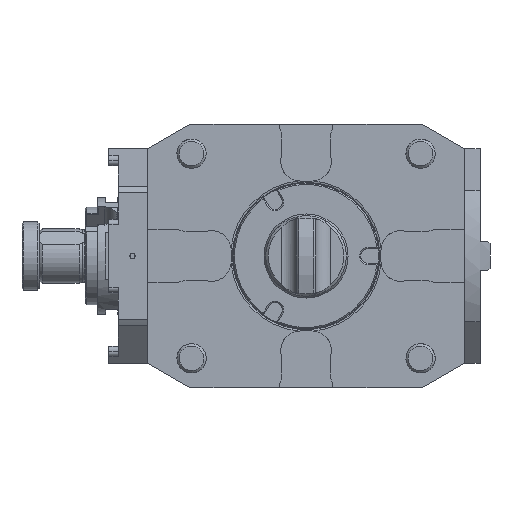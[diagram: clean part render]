
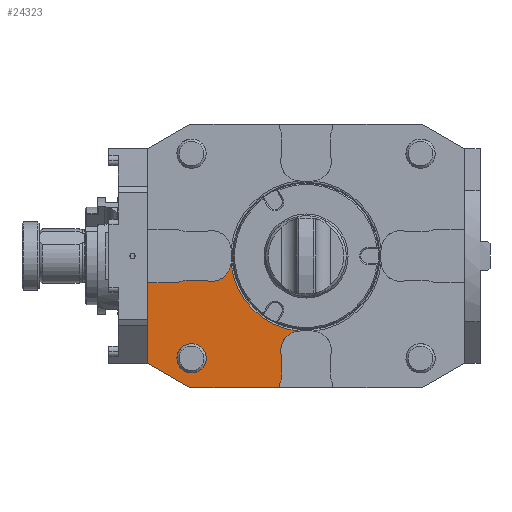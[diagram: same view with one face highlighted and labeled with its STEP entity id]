
A CAD part, front view. The second image highlights one B-rep face of the part: STEP entity #24323.
In plain terms, the highlighted planar face has unit normal (0, -1, 0).
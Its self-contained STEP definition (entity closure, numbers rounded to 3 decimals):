
#200 = DIRECTION ( 'NONE',  ( 0., 0., 1. ) ) ;
#737 = ORIENTED_EDGE ( 'NONE', *, *, #40182, .T. ) ;
#1032 = VECTOR ( 'NONE', #22338, 1000. ) ;
#1306 = DIRECTION ( 'NONE',  ( 0., 1., 0. ) ) ;
#1320 = CIRCLE ( 'NONE', #12533, 8. ) ;
#1523 = CARTESIAN_POINT ( 'NONE',  ( 0., 43., 0. ) ) ;
#1606 = VERTEX_POINT ( 'NONE', #7510 ) ;
#1806 = CIRCLE ( 'NONE', #20654, 8. ) ;
#2484 = DIRECTION ( 'NONE',  ( 0.866, 0., -0.5 ) ) ;
#2784 = ORIENTED_EDGE ( 'NONE', *, *, #30691, .T. ) ;
#3761 = CARTESIAN_POINT ( 'NONE',  ( -54., 43., -11. ) ) ;
#4293 = EDGE_CURVE ( 'NONE', #26916, #37026, #14437, .T. ) ;
#4311 = VERTEX_POINT ( 'NONE', #40638 ) ;
#5443 = EDGE_CURVE ( 'NONE', #32855, #33703, #14533, .T. ) ;
#5523 = AXIS2_PLACEMENT_3D ( 'NONE', #22212, #25676, #32253 ) ;
#6639 = CARTESIAN_POINT ( 'NONE',  ( -54., 43., -3. ) ) ;
#6765 = DIRECTION ( 'NONE',  ( 0., 1., 0. ) ) ;
#7368 = CARTESIAN_POINT ( 'NONE',  ( -54., 43., -11. ) ) ;
#7389 = EDGE_CURVE ( 'NONE', #12314, #40261, #1806, .T. ) ;
#7510 = CARTESIAN_POINT ( 'NONE',  ( -47., 43., -36. ) ) ;
#8252 = VERTEX_POINT ( 'NONE', #9531 ) ;
#8278 = VECTOR ( 'NONE', #2484, 1000. ) ;
#8302 = DIRECTION ( 'NONE',  ( 0., 0., 1. ) ) ;
#8931 = CARTESIAN_POINT ( 'NONE',  ( -30.787, 43., -3.166 ) ) ;
#9486 = CARTESIAN_POINT ( 'NONE',  ( -10., 43., -41.248 ) ) ;
#9531 = CARTESIAN_POINT ( 'NONE',  ( -47.679, 43., -54. ) ) ;
#10796 = EDGE_CURVE ( 'NONE', #21903, #4311, #27492, .T. ) ;
#10969 = EDGE_CURVE ( 'NONE', #40212, #40261, #32379, .T. ) ;
#11264 = DIRECTION ( 'NONE',  ( 0., -1., 0. ) ) ;
#11991 = ORIENTED_EDGE ( 'NONE', *, *, #29253, .T. ) ;
#12314 = VERTEX_POINT ( 'NONE', #36609 ) ;
#12533 = AXIS2_PLACEMENT_3D ( 'NONE', #27825, #11264, #34594 ) ;
#13656 = ORIENTED_EDGE ( 'NONE', *, *, #16705, .T. ) ;
#14437 = LINE ( 'NONE', #27067, #22301 ) ;
#14533 = CIRCLE ( 'NONE', #34739, 30.949 ) ;
#14679 = EDGE_CURVE ( 'NONE', #26677, #33703, #1320, .T. ) ;
#15253 = FACE_BOUND ( 'NONE', #33335, .T. ) ;
#15687 = PLANE ( 'NONE',  #5523 ) ;
#15848 = CARTESIAN_POINT ( 'NONE',  ( -65., 43., -44. ) ) ;
#16705 = EDGE_CURVE ( 'NONE', #26677, #4311, #36004, .T. ) ;
#18037 = CARTESIAN_POINT ( 'NONE',  ( -65., 43., -54. ) ) ;
#18501 = AXIS2_PLACEMENT_3D ( 'NONE', #6639, #36989, #30669 ) ;
#19519 = AXIS2_PLACEMENT_3D ( 'NONE', #39422, #29382, #32650 ) ;
#19799 = ORIENTED_EDGE ( 'NONE', *, *, #4293, .T. ) ;
#20298 = EDGE_CURVE ( 'NONE', #40212, #32855, #23144, .T. ) ;
#20348 = DIRECTION ( 'NONE',  ( 0., 0., -1. ) ) ;
#20500 = LINE ( 'NONE', #7368, #28745 ) ;
#20654 = AXIS2_PLACEMENT_3D ( 'NONE', #42805, #6765, #200 ) ;
#21058 = CARTESIAN_POINT ( 'NONE',  ( -3.166, 43., -30.787 ) ) ;
#21283 = DIRECTION ( 'NONE',  ( 1., 0., 0. ) ) ;
#21598 = ORIENTED_EDGE ( 'NONE', *, *, #27587, .T. ) ;
#21903 = VERTEX_POINT ( 'NONE', #3761 ) ;
#21935 = LINE ( 'NONE', #32408, #8278 ) ;
#22212 = CARTESIAN_POINT ( 'NONE',  ( 132.4, 43., 0. ) ) ;
#22301 = VECTOR ( 'NONE', #20348, 1000. ) ;
#22338 = DIRECTION ( 'NONE',  ( 0., 0., -1. ) ) ;
#23144 = CIRCLE ( 'NONE', #25234, 8. ) ;
#24280 = ORIENTED_EDGE ( 'NONE', *, *, #20298, .T. ) ;
#24323 = ADVANCED_FACE ( 'Defeature completata1_19', ( #15253, #35311 ), #15687, .F. ) ;
#25189 = VECTOR ( 'NONE', #21283, 1000. ) ;
#25234 = AXIS2_PLACEMENT_3D ( 'NONE', #39439, #26517, #39866 ) ;
#25676 = DIRECTION ( 'NONE',  ( 0., 1., 0. ) ) ;
#25742 = VECTOR ( 'NONE', #35133, 1000. ) ;
#25761 = CIRCLE ( 'NONE', #19519, 6. ) ;
#26517 = DIRECTION ( 'NONE',  ( 0., 1., 0. ) ) ;
#26677 = VERTEX_POINT ( 'NONE', #42260 ) ;
#26916 = VERTEX_POINT ( 'NONE', #43048 ) ;
#27067 = CARTESIAN_POINT ( 'NONE',  ( -65., 43., 54. ) ) ;
#27231 = DIRECTION ( 'NONE',  ( -1., 0., 0. ) ) ;
#27492 = CIRCLE ( 'NONE', #18501, 8. ) ;
#27587 = EDGE_CURVE ( 'NONE', #1606, #1606, #25761, .T. ) ;
#27825 = CARTESIAN_POINT ( 'NONE',  ( -38.75, 43., -2.4 ) ) ;
#28264 = LINE ( 'NONE', #18037, #25189 ) ;
#28745 = VECTOR ( 'NONE', #27231, 1000. ) ;
#29023 = CARTESIAN_POINT ( 'NONE',  ( -41.248, 43., -10. ) ) ;
#29253 = EDGE_CURVE ( 'NONE', #8252, #12314, #28264, .T. ) ;
#29382 = DIRECTION ( 'NONE',  ( 0., 1., 0. ) ) ;
#29853 = ORIENTED_EDGE ( 'NONE', *, *, #5443, .T. ) ;
#30669 = DIRECTION ( 'NONE',  ( 0., 0., -1. ) ) ;
#30691 = EDGE_CURVE ( 'NONE', #21903, #26916, #20500, .T. ) ;
#32253 = DIRECTION ( 'NONE',  ( 0., 0., 1. ) ) ;
#32379 = LINE ( 'NONE', #38510, #1032 ) ;
#32408 = CARTESIAN_POINT ( 'NONE',  ( 63.997, 43., -118.477 ) ) ;
#32650 = DIRECTION ( 'NONE',  ( 0., 0., 1. ) ) ;
#32855 = VERTEX_POINT ( 'NONE', #21058 ) ;
#33335 = EDGE_LOOP ( 'NONE', ( #21598 ) ) ;
#33703 = VERTEX_POINT ( 'NONE', #8931 ) ;
#34506 = ORIENTED_EDGE ( 'NONE', *, *, #14679, .F. ) ;
#34594 = DIRECTION ( 'NONE',  ( 0., 0., -1. ) ) ;
#34739 = AXIS2_PLACEMENT_3D ( 'NONE', #1523, #1306, #8302 ) ;
#34844 = EDGE_LOOP ( 'NONE', ( #19799, #737, #11991, #40430, #39843, #24280, #29853, #34506, #13656, #35190, #2784 ) ) ;
#35133 = DIRECTION ( 'NONE',  ( -1., 0., 0. ) ) ;
#35190 = ORIENTED_EDGE ( 'NONE', *, *, #10796, .F. ) ;
#35260 = CARTESIAN_POINT ( 'NONE',  ( -10., 43., -50.127 ) ) ;
#35311 = FACE_OUTER_BOUND ( 'NONE', #34844, .T. ) ;
#36004 = LINE ( 'NONE', #29023, #25742 ) ;
#36609 = CARTESIAN_POINT ( 'NONE',  ( -11., 43., -54. ) ) ;
#36989 = DIRECTION ( 'NONE',  ( 0., -1., 0. ) ) ;
#37026 = VERTEX_POINT ( 'NONE', #15848 ) ;
#38510 = CARTESIAN_POINT ( 'NONE',  ( -10., 43., -41.248 ) ) ;
#39422 = CARTESIAN_POINT ( 'NONE',  ( -47., 43., -42. ) ) ;
#39439 = CARTESIAN_POINT ( 'NONE',  ( -2.4, 43., -38.75 ) ) ;
#39843 = ORIENTED_EDGE ( 'NONE', *, *, #10969, .F. ) ;
#39866 = DIRECTION ( 'NONE',  ( 0., 0., 1. ) ) ;
#40182 = EDGE_CURVE ( 'NONE', #37026, #8252, #21935, .T. ) ;
#40212 = VERTEX_POINT ( 'NONE', #9486 ) ;
#40261 = VERTEX_POINT ( 'NONE', #35260 ) ;
#40430 = ORIENTED_EDGE ( 'NONE', *, *, #7389, .T. ) ;
#40638 = CARTESIAN_POINT ( 'NONE',  ( -50.127, 43., -10. ) ) ;
#42260 = CARTESIAN_POINT ( 'NONE',  ( -41.248, 43., -10. ) ) ;
#42805 = CARTESIAN_POINT ( 'NONE',  ( -3., 43., -54. ) ) ;
#43048 = CARTESIAN_POINT ( 'NONE',  ( -65., 43., -11. ) ) ;
